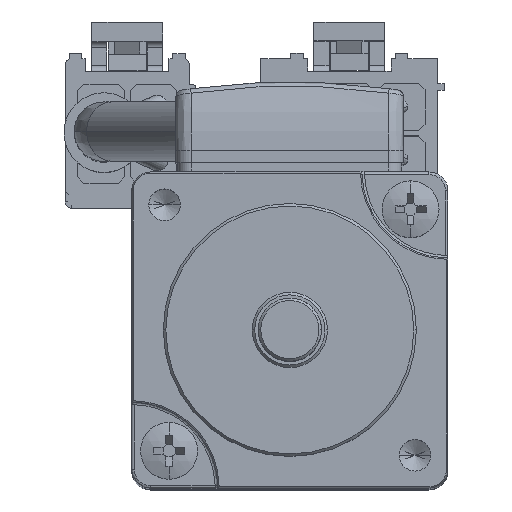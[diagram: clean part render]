
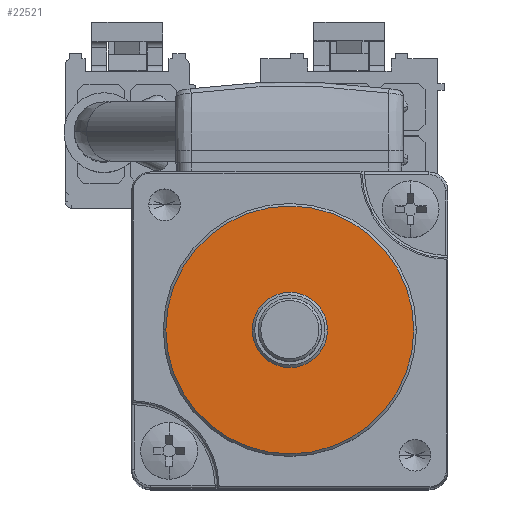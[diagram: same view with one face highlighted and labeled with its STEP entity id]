
A CAD part, top view. The second image highlights one B-rep face of the part: STEP entity #22521.
In plain terms, the highlighted planar face has unit normal (0, 0, 1).
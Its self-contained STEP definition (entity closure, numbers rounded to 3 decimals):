
#331 = ORIENTED_EDGE ( 'NONE', *, *, #16048, .F. ) ;
#689 = DIRECTION ( 'NONE',  ( 0., 0., -1. ) ) ;
#2759 = DIRECTION ( 'NONE',  ( -1., 0., 0. ) ) ;
#2949 = CIRCLE ( 'NONE', #4007, 9.8 ) ;
#3052 = DIRECTION ( 'NONE',  ( -1., 0., 0. ) ) ;
#4007 = AXIS2_PLACEMENT_3D ( 'NONE', #4209, #689, #13246 ) ;
#4209 = CARTESIAN_POINT ( 'NONE',  ( 0., 0., 31.75 ) ) ;
#4575 = CARTESIAN_POINT ( 'NONE',  ( 0., 0., 31.75 ) ) ;
#4904 = CIRCLE ( 'NONE', #15309, 2.975 ) ;
#4942 = EDGE_LOOP ( 'NONE', ( #8178, #8108 ) ) ;
#6240 = VERTEX_POINT ( 'NONE', #20601 ) ;
#6430 = AXIS2_PLACEMENT_3D ( 'NONE', #6715, #22952, #3052 ) ;
#6431 = VERTEX_POINT ( 'NONE', #17609 ) ;
#6715 = CARTESIAN_POINT ( 'NONE',  ( 0., 0., 31.75 ) ) ;
#8015 = DIRECTION ( 'NONE',  ( 0., 0., 1. ) ) ;
#8096 = DIRECTION ( 'NONE',  ( 1., 0., 0. ) ) ;
#8108 = ORIENTED_EDGE ( 'NONE', *, *, #16389, .T. ) ;
#8178 = ORIENTED_EDGE ( 'NONE', *, *, #9056, .T. ) ;
#9038 = CIRCLE ( 'NONE', #21147, 2.975 ) ;
#9041 = EDGE_CURVE ( 'NONE', #21174, #6431, #2949, .T. ) ;
#9056 = EDGE_CURVE ( 'NONE', #14370, #6240, #4904, .T. ) ;
#9221 = DIRECTION ( 'NONE',  ( 0., 0., -1. ) ) ;
#10975 = CARTESIAN_POINT ( 'NONE',  ( 0., 0., 31.75 ) ) ;
#11340 = FACE_BOUND ( 'NONE', #4942, .T. ) ;
#11918 = AXIS2_PLACEMENT_3D ( 'NONE', #4575, #8015, #8096 ) ;
#13121 = EDGE_LOOP ( 'NONE', ( #331, #18553 ) ) ;
#13246 = DIRECTION ( 'NONE',  ( -1., 0., 0. ) ) ;
#13319 = PLANE ( 'NONE',  #11918 ) ;
#13492 = DIRECTION ( 'NONE',  ( -1., 0., 0. ) ) ;
#14370 = VERTEX_POINT ( 'NONE', #15550 ) ;
#15309 = AXIS2_PLACEMENT_3D ( 'NONE', #10975, #9221, #2759 ) ;
#15550 = CARTESIAN_POINT ( 'NONE',  ( -2.975, 0., 31.75 ) ) ;
#15832 = CIRCLE ( 'NONE', #6430, 9.8 ) ;
#16048 = EDGE_CURVE ( 'NONE', #6431, #21174, #15832, .T. ) ;
#16389 = EDGE_CURVE ( 'NONE', #6240, #14370, #9038, .T. ) ;
#17050 = CARTESIAN_POINT ( 'NONE',  ( 0., 0., 31.75 ) ) ;
#17609 = CARTESIAN_POINT ( 'NONE',  ( -9.8, 0., 31.75 ) ) ;
#18553 = ORIENTED_EDGE ( 'NONE', *, *, #9041, .F. ) ;
#20379 = CARTESIAN_POINT ( 'NONE',  ( 9.8, 0., 31.75 ) ) ;
#20430 = DIRECTION ( 'NONE',  ( 0., 0., -1. ) ) ;
#20601 = CARTESIAN_POINT ( 'NONE',  ( 2.975, 0., 31.75 ) ) ;
#21147 = AXIS2_PLACEMENT_3D ( 'NONE', #17050, #20430, #13492 ) ;
#21174 = VERTEX_POINT ( 'NONE', #20379 ) ;
#21202 = FACE_OUTER_BOUND ( 'NONE', #13121, .T. ) ;
#22521 = ADVANCED_FACE ( 'NONE', ( #21202, #11340 ), #13319, .T. ) ;
#22952 = DIRECTION ( 'NONE',  ( 0., 0., -1. ) ) ;
